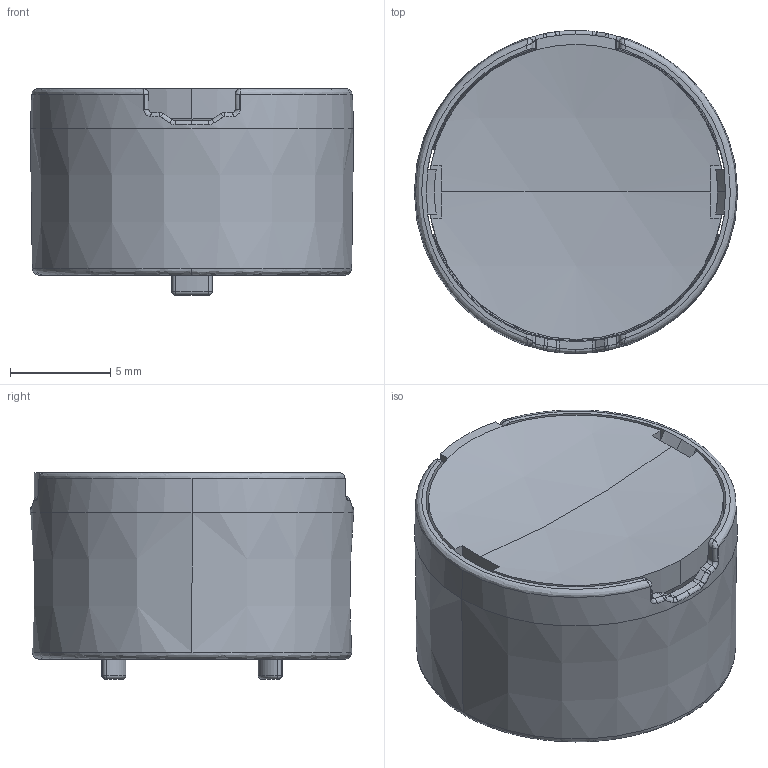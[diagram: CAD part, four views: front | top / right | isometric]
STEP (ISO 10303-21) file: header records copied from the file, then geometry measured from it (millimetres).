
FILE_DESCRIPTION(/* description */ (''),/* implementation_level */ '2;1');
FILE_NAME(/* name */ '支架423.stp',/* time_stamp */ '2025-04-24T10:12:21+08:00',/* author */ (''),/* organization */ (''),/* preprocessor_version */ 'ST-DEVELOPER v16.7',/* originating_system */ 'SIEMENS PLM Software NX 12.0',/* authorisation */ '');
FILE_SCHEMA (('AUTOMOTIVE_DESIGN { 1 0 10303 214 3 1 1 1 }'));
Length unit declared in the file: millimetre
Products named in the file (3): 支架423_id11_x_t; 支架423_id6_x_t; 支架423_x_t
Assembly tree (2 placements, depth 2):
  支架423_x_t
    支架423_id6_x_t
    支架423_id11_x_t
Bounding box: 16.1 x 16.1 x 10.3 mm (x, y, z)
Volume: 1340.9 mm3; surface area: 1805.2 mm2
Topology: 2 solids, 2 shells, 185 faces, 491 edges, 309 vertices
Faces by surface type: bspline 56, cylinder 48, plane 47, cone 20, torus 8, sphere 6
Entity records: 7079 total; most frequent: CARTESIAN_POINT 3146, ORIENTED_EDGE 968, DIRECTION 655, EDGE_CURVE 484, VERTEX_POINT 308, AXIS2_PLACEMENT_3D 278, EDGE_LOOP 196, ADVANCED_FACE 185
